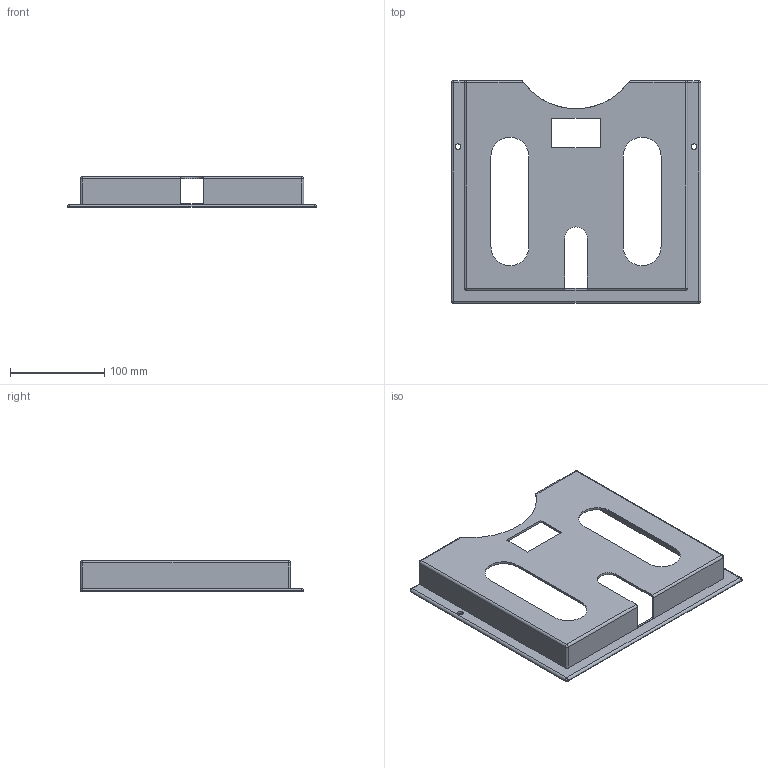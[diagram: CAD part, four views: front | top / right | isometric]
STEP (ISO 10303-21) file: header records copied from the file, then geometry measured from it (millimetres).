
FILE_DESCRIPTION(('STEP AP214'),'1');
FILE_NAME('cctmp_54A1F1DB-F300-4483-BB31-D247BA0128C2_2023_07_22_19_09_33_0909..stp','2023-07-22T17:09:34',('SIEMENS A&D'),('CADClick - www.CADClick.com'),'Spatial InterOp 3D postprocessed',' ','unknown authorization');
FILE_SCHEMA(('AUTOMOTIVE_DESIGN'));
Length unit declared in the file: millimetre
Products named in the file (1): 2023_07_22_19_09_33_0904
Bounding box: 264 x 236 x 32.5 mm (x, y, z)
Volume: 161964.8 mm3; surface area: 135859.9 mm2
Topology: 1 solids, 1 shells, 73 faces, 193 edges, 110 vertices
Faces by surface type: cylinder 35, plane 28, sphere 10
Entity records: 3656 total; most frequent: CARTESIAN_POINT 437, DIRECTION 393, STYLED_ITEM 367, PRESENTATION_STYLE_ASSIGNMENT 367, ORIENTED_EDGE 366, EDGE_CURVE 183, CURVE_STYLE 183, DRAUGHTING_PRE_DEFINED_CURVE_FONT 183
